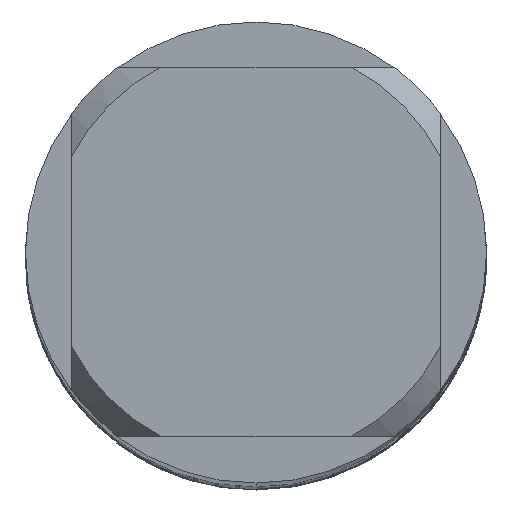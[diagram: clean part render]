
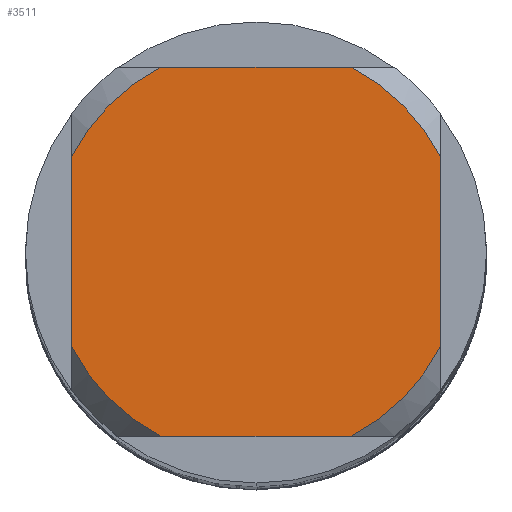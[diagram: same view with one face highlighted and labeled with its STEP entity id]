
A CAD part, top view. The second image highlights one B-rep face of the part: STEP entity #3511.
In plain terms, the highlighted planar face has unit normal (0, 0, 1).
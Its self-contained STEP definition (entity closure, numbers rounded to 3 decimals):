
#1693=EDGE_CURVE('',#1945,#1823,#4885,.T.);
#1823=VERTEX_POINT('',#5024);
#1835=EDGE_CURVE('',#3917,#4279,#5037,.T.);
#1879=VERTEX_POINT('',#5088);
#1901=VERTEX_POINT('',#5110);
#1945=VERTEX_POINT('',#5158);
#2235=EDGE_CURVE('',#1945,#4279,#5474,.T.);
#2729=VERTEX_POINT('',#6019);
#2743=EDGE_CURVE('',#3917,#1879,#6035,.T.);
#3141=EDGE_CURVE('',#2729,#1879,#6466,.T.);
#3455=EDGE_CURVE('',#1901,#1823,#6805,.T.);
#3511=ADVANCED_FACE('',(#6866),#6867,.T.);
#3797=EDGE_CURVE('',#1901,#3997,#7174,.T.);
#3917=VERTEX_POINT('',#7302);
#3997=VERTEX_POINT('',#7387);
#4121=EDGE_CURVE('',#2729,#3997,#7519,.T.);
#4279=VERTEX_POINT('',#7690);
#4885=LINE('',#8445,#8446);
#5024=CARTESIAN_POINT('',(-2.062,4.0,0.0));
#5037=LINE('',#8727,#8728);
#5088=CARTESIAN_POINT('',(2.062,-4.0,0.0));
#5110=CARTESIAN_POINT('',(-4.0,2.062,0.0));
#5158=CARTESIAN_POINT('',(2.062,4.0,0.0));
#5474=CIRCLE('',#10035,4.5);
#6019=CARTESIAN_POINT('',(-2.062,-4.0,0.0));
#6035=CIRCLE('',#11416,4.5);
#6466=LINE('',#12491,#12492);
#6805=CIRCLE('',#13314,4.5);
#6866=FACE_OUTER_BOUND('',#13434,.T.);
#6867=PLANE('',#13435);
#7174=LINE('',#14182,#14183);
#7302=CARTESIAN_POINT('',(4.0,-2.062,0.0));
#7387=CARTESIAN_POINT('',(-4.0,-2.062,0.0));
#7519=CIRCLE('',#14950,4.5);
#7690=CARTESIAN_POINT('',(4.0,2.062,0.0));
#8445=CARTESIAN_POINT('',(0.0,4.0,0.0));
#8446=VECTOR('',#17024,1.0);
#8727=CARTESIAN_POINT('',(4.0,1.125,0.0));
#8728=VECTOR('',#17153,1.0);
#10035=AXIS2_PLACEMENT_3D('',#17803,#17804,#17805);
#11416=AXIS2_PLACEMENT_3D('',#18538,#18539,#18540);
#12491=CARTESIAN_POINT('',(0.0,-4.0,0.0));
#12492=VECTOR('',#18947,1.0);
#13314=AXIS2_PLACEMENT_3D('',#19258,#19259,#19260);
#13434=EDGE_LOOP('',(#19314,#19315,#19316,#19317,#19318,#19319,#19320,#19321));
#13435=AXIS2_PLACEMENT_3D('',#19322,#19323,#19324);
#14182=CARTESIAN_POINT('',(-4.0,1.125,0.0));
#14183=VECTOR('',#19615,1.0);
#14950=AXIS2_PLACEMENT_3D('',#19909,#19910,#19911);
#17024=DIRECTION('',(-1.0,0.0,0.0));
#17153=DIRECTION('',(-0.0,1.0,0.0));
#17803=CARTESIAN_POINT('',(0.0,0.0,0.0));
#17804=DIRECTION('',(0.0,0.0,-1.0));
#17805=DIRECTION('',(0.0,1.0,0.0));
#18538=CARTESIAN_POINT('',(0.0,0.0,0.0));
#18539=DIRECTION('',(0.0,0.0,-1.0));
#18540=DIRECTION('',(0.0,1.0,0.0));
#18947=DIRECTION('',(1.0,0.0,0.0));
#19258=CARTESIAN_POINT('',(0.0,0.0,0.0));
#19259=DIRECTION('',(0.0,0.0,-1.0));
#19260=DIRECTION('',(0.0,1.0,0.0));
#19314=ORIENTED_EDGE('',*,*,#3797,.T.);
#19315=ORIENTED_EDGE('',*,*,#4121,.F.);
#19316=ORIENTED_EDGE('',*,*,#3141,.T.);
#19317=ORIENTED_EDGE('',*,*,#2743,.F.);
#19318=ORIENTED_EDGE('',*,*,#1835,.T.);
#19319=ORIENTED_EDGE('',*,*,#2235,.F.);
#19320=ORIENTED_EDGE('',*,*,#1693,.T.);
#19321=ORIENTED_EDGE('',*,*,#3455,.F.);
#19322=CARTESIAN_POINT('',(0.0,2.25,0.0));
#19323=DIRECTION('',(-0.0,0.0,1.0));
#19324=DIRECTION('',(0.0,-1.0,0.0));
#19615=DIRECTION('',(-0.0,-1.0,0.0));
#19909=CARTESIAN_POINT('',(0.0,0.0,0.0));
#19910=DIRECTION('',(0.0,0.0,-1.0));
#19911=DIRECTION('',(0.0,1.0,0.0));
